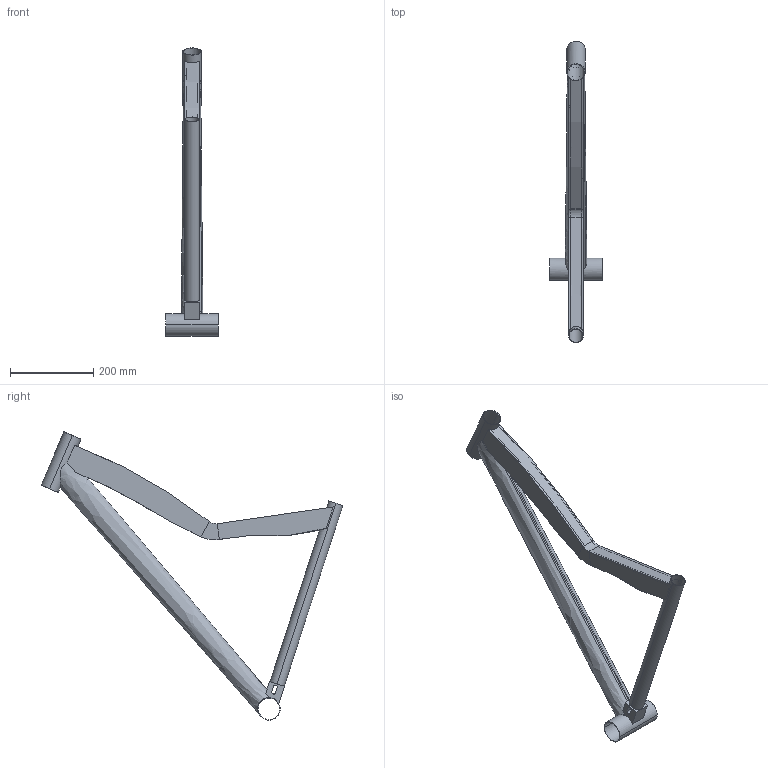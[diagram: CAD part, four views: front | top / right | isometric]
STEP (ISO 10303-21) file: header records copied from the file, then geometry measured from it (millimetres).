
FILE_DESCRIPTION(('CATIA V5 STEP Exchange','CAx-IF Rec.Pracs.--- Model Styling and Organization---1.4--- 2014-01-23'),'2;1');
FILE_NAME('BIKE_FRAME_EXAM.stp','2017-10-26T06:08:53+00:00',('none'),('none'),'CATIA Version 5-6 Release 2016','CATIA V5 STEP AP214 Edition 3','none');
FILE_SCHEMA(('AUTOMOTIVE_DESIGN { 1 0 10303 214 3 1 1 1 }'));
Length unit declared in the file: millimetre
Products named in the file (1): BIKE_FRAME_REINFORCEMENT_FEA
Bounding box: 127 x 726.28 x 694.16 mm (x, y, z)
Volume: 464336.1 mm3; surface area: 639899.2 mm2
Topology: 1 solids, 3 shells, 89 faces, 227 edges, 146 vertices
Faces by surface type: bspline 33, plane 30, cylinder 24, torus 2
Entity records: 8791 total; most frequent: CARTESIAN_POINT 7051, ORIENTED_EDGE 454, EDGE_CURVE 227, DIRECTION 167, B_SPLINE_CURVE_WITH_KNOTS 150, VERTEX_POINT 146, EDGE_LOOP 99, ADVANCED_FACE 89
